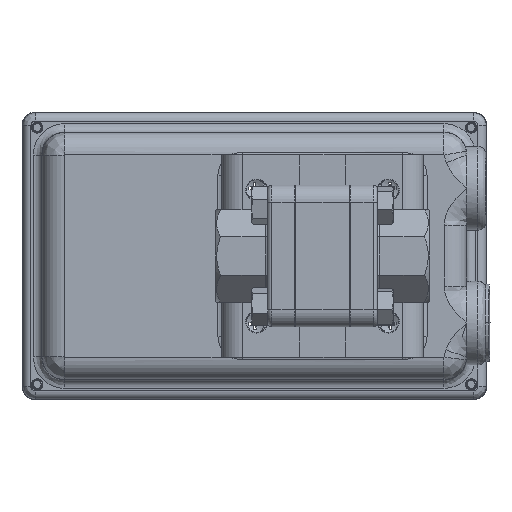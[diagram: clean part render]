
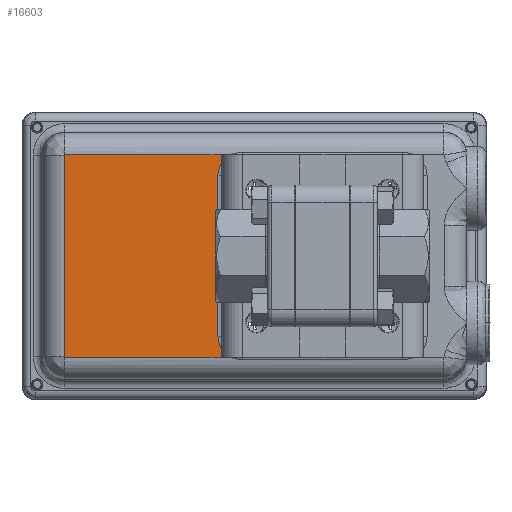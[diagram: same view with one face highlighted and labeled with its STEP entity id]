
A CAD part, front view. The second image highlights one B-rep face of the part: STEP entity #16603.
In plain terms, the highlighted planar face has unit normal (0, -1, 0).
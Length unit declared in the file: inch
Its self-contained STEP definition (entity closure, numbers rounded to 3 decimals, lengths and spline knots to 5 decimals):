
#251 = ORIENTED_EDGE ( 'NONE', *, *, #16670, .F. ) ;
#534 = FACE_OUTER_BOUND ( 'NONE', #33261, .T. ) ;
#736 = CARTESIAN_POINT ( 'NONE',  ( -0.00035, 4.53, -1.50042 ) ) ;
#790 = ORIENTED_EDGE ( 'NONE', *, *, #2198, .F. ) ;
#848 = EDGE_CURVE ( 'NONE', #32235, #37485, #12837, .T. ) ;
#1319 = CARTESIAN_POINT ( 'NONE',  ( 1.80215, 4.53, 1.50112 ) ) ;
#2198 = EDGE_CURVE ( 'NONE', #4023, #32312, #2690, .T. ) ;
#2690 = LINE ( 'NONE', #1319, #37930 ) ;
#4023 = VERTEX_POINT ( 'NONE', #12264 ) ;
#5097 = CARTESIAN_POINT ( 'NONE',  ( -3.82612, 4.53, 0.00035 ) ) ;
#5317 = CARTESIAN_POINT ( 'NONE',  ( -3.82612, 4.53, 1.49785 ) ) ;
#6078 = CARTESIAN_POINT ( 'NONE',  ( -1.55114, 4.53, 1.18735 ) ) ;
#6272 =( BOUNDED_CURVE ( )  B_SPLINE_CURVE ( 3, ( #21987, #42451, #28843, #8396 ),
 .UNSPECIFIED., .F., .T. ) 
 B_SPLINE_CURVE_WITH_KNOTS ( ( 4, 4 ),
 ( 0., 1. ),
 .UNSPECIFIED. ) 
 CURVE ( )  GEOMETRIC_REPRESENTATION_ITEM ( )  RATIONAL_B_SPLINE_CURVE ( ( 1., 0.805, 0.805, 1. ) ) 
 REPRESENTATION_ITEM ( '' )  );
#6344 = CARTESIAN_POINT ( 'NONE',  ( -3.82612, 4.53, -1.49715 ) ) ;
#8396 = CARTESIAN_POINT ( 'NONE',  ( -3.82285, 4.53, 1.50112 ) ) ;
#8578 = CARTESIAN_POINT ( 'NONE',  ( -1.55114, 4.53, 1.31953 ) ) ;
#8830 = ORIENTED_EDGE ( 'NONE', *, *, #29741, .F. ) ;
#8964 = ORIENTED_EDGE ( 'NONE', *, *, #33591, .F. ) ;
#9156 = EDGE_CURVE ( 'NONE', #36445, #31547, #30429, .T. ) ;
#10274 = ORIENTED_EDGE ( 'NONE', *, *, #20920, .F. ) ;
#10541 = CARTESIAN_POINT ( 'NONE',  ( 1.80215, 4.53, -1.49715 ) ) ;
#11160 = CARTESIAN_POINT ( 'NONE',  ( -3.82612, 4.53, -1.49715 ) ) ;
#12163 = CARTESIAN_POINT ( 'NONE',  ( -1.48546, 4.53, -1.43353 ) ) ;
#12264 = CARTESIAN_POINT ( 'NONE',  ( -3.82285, 4.53, 1.50112 ) ) ;
#12538 = VECTOR ( 'NONE', #25098, 39.37008 ) ;
#12837 = LINE ( 'NONE', #5097, #40094 ) ;
#13837 = PLANE ( 'NONE',  #19061 ) ;
#13985 = DIRECTION ( 'NONE',  ( -1., 0., -0.015 ) ) ;
#15170 = CARTESIAN_POINT ( 'NONE',  ( -1.37145, 4.53, -1.50042 ) ) ;
#16603 = ADVANCED_FACE ( 'NONE', ( #534 ), #13837, .F. ) ;
#16670 = EDGE_CURVE ( 'NONE', #37485, #4023, #6272, .T. ) ;
#17543 = CARTESIAN_POINT ( 'NONE',  ( -1.37145, 4.53, -1.50042 ) ) ;
#17670 = VERTEX_POINT ( 'NONE', #27604 ) ;
#17909 = DIRECTION ( 'NONE',  ( 1., 0., 0. ) ) ;
#18740 = CARTESIAN_POINT ( 'NONE',  ( -1.37145, 4.53, 1.50112 ) ) ;
#19061 = AXIS2_PLACEMENT_3D ( 'NONE', #10541, #34408, #13985 ) ;
#20543 = LINE ( 'NONE', #35233, #12538 ) ;
#20920 = EDGE_CURVE ( 'NONE', #31547, #17670, #43859, .T. ) ;
#21987 = CARTESIAN_POINT ( 'NONE',  ( -3.82612, 4.53, 1.49785 ) ) ;
#23208 = CARTESIAN_POINT ( 'NONE',  ( -3.82477, 4.53, -1.50042 ) ) ;
#24604 = DIRECTION ( 'NONE',  ( -1., 0., 0. ) ) ;
#25098 = DIRECTION ( 'NONE',  ( 0., 0., -1. ) ) ;
#26450 =( BOUNDED_CURVE ( )  B_SPLINE_CURVE ( 3, ( #33495, #23208, #26791, #6344 ),
 .UNSPECIFIED., .F., .T. ) 
 B_SPLINE_CURVE_WITH_KNOTS ( ( 4, 4 ),
 ( 0., 1. ),
 .UNSPECIFIED. ) 
 CURVE ( )  GEOMETRIC_REPRESENTATION_ITEM ( )  RATIONAL_B_SPLINE_CURVE ( ( 1., 0.805, 0.805, 1. ) ) 
 REPRESENTATION_ITEM ( '' )  );
#26649 = ORIENTED_EDGE ( 'NONE', *, *, #35990, .F. ) ;
#26791 = CARTESIAN_POINT ( 'NONE',  ( -3.82612, 4.53, -1.49906 ) ) ;
#27604 = CARTESIAN_POINT ( 'NONE',  ( -3.82285, 4.53, -1.50042 ) ) ;
#27849 = CARTESIAN_POINT ( 'NONE',  ( -1.55114, 4.53, -1.18665 ) ) ;
#28608 = CARTESIAN_POINT ( 'NONE',  ( -1.37145, 4.53, 1.50112 ) ) ;
#28843 = CARTESIAN_POINT ( 'NONE',  ( -3.82477, 4.53, 1.50112 ) ) ;
#29019 = CARTESIAN_POINT ( 'NONE',  ( -1.48546, 4.53, 1.43423 ) ) ;
#29741 = EDGE_CURVE ( 'NONE', #33082, #36445, #20543, .T. ) ;
#30429 =( BOUNDED_CURVE ( )  B_SPLINE_CURVE ( 3, ( #27849, #39472, #12163, #17543 ),
 .UNSPECIFIED., .F., .F. ) 
 B_SPLINE_CURVE_WITH_KNOTS ( ( 4, 4 ),
 ( 0., 1. ),
 .UNSPECIFIED. ) 
 CURVE ( )  GEOMETRIC_REPRESENTATION_ITEM ( )  RATIONAL_B_SPLINE_CURVE ( ( 1., 0.912, 0.912, 1. ) ) 
 REPRESENTATION_ITEM ( '' )  );
#31547 = VERTEX_POINT ( 'NONE', #15170 ) ;
#32235 = VERTEX_POINT ( 'NONE', #11160 ) ;
#32312 = VERTEX_POINT ( 'NONE', #28608 ) ;
#32436 = CARTESIAN_POINT ( 'NONE',  ( -1.55114, 4.53, 1.18735 ) ) ;
#33082 = VERTEX_POINT ( 'NONE', #6078 ) ;
#33261 = EDGE_LOOP ( 'NONE', ( #26649, #790, #251, #41796, #8964, #10274, #38347, #8830 ) ) ;
#33495 = CARTESIAN_POINT ( 'NONE',  ( -3.82285, 4.53, -1.50042 ) ) ;
#33591 = EDGE_CURVE ( 'NONE', #17670, #32235, #26450, .T. ) ;
#34408 = DIRECTION ( 'NONE',  ( 0., 1., 0. ) ) ;
#35233 = CARTESIAN_POINT ( 'NONE',  ( -1.55114, 4.53, 1.18735 ) ) ;
#35990 = EDGE_CURVE ( 'NONE', #32312, #33082, #41232, .T. ) ;
#36445 = VERTEX_POINT ( 'NONE', #39302 ) ;
#36674 = DIRECTION ( 'NONE',  ( 0., 0., 1. ) ) ;
#37485 = VERTEX_POINT ( 'NONE', #5317 ) ;
#37930 = VECTOR ( 'NONE', #17909, 39.37008 ) ;
#38347 = ORIENTED_EDGE ( 'NONE', *, *, #9156, .F. ) ;
#39302 = CARTESIAN_POINT ( 'NONE',  ( -1.55114, 4.53, -1.18665 ) ) ;
#39472 = CARTESIAN_POINT ( 'NONE',  ( -1.55114, 4.53, -1.31883 ) ) ;
#40094 = VECTOR ( 'NONE', #36674, 39.37008 ) ;
#41232 =( BOUNDED_CURVE ( )  B_SPLINE_CURVE ( 3, ( #18740, #29019, #8578, #32436 ),
 .UNSPECIFIED., .F., .T. ) 
 B_SPLINE_CURVE_WITH_KNOTS ( ( 4, 4 ),
 ( 0., 1. ),
 .UNSPECIFIED. ) 
 CURVE ( )  GEOMETRIC_REPRESENTATION_ITEM ( )  RATIONAL_B_SPLINE_CURVE ( ( 1., 0.912, 0.912, 1. ) ) 
 REPRESENTATION_ITEM ( '' )  );
#41796 = ORIENTED_EDGE ( 'NONE', *, *, #848, .F. ) ;
#42451 = CARTESIAN_POINT ( 'NONE',  ( -3.82612, 4.53, 1.49977 ) ) ;
#42737 = VECTOR ( 'NONE', #24604, 39.37008 ) ;
#43859 = LINE ( 'NONE', #736, #42737 ) ;
